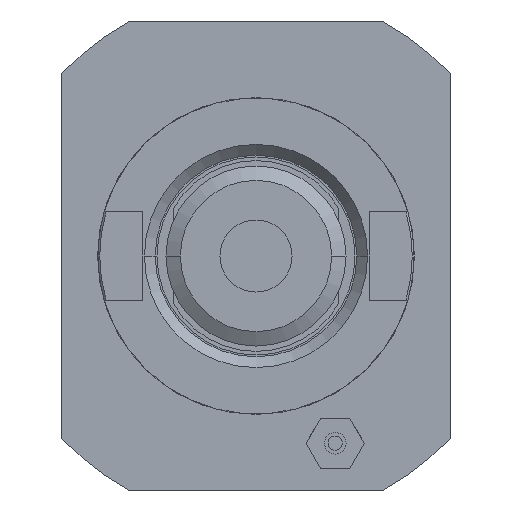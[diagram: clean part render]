
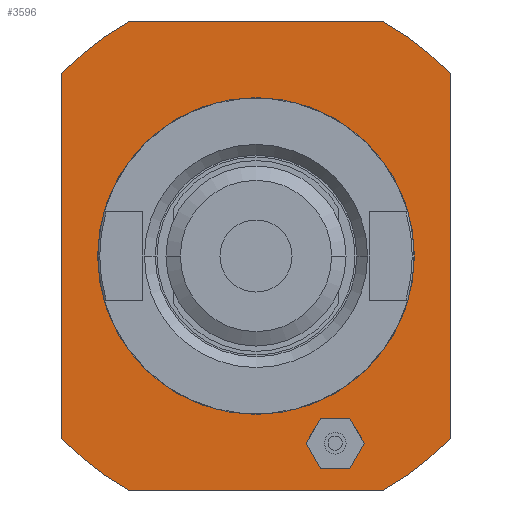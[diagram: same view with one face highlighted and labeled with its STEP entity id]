
A CAD part, left-side view. The second image highlights one B-rep face of the part: STEP entity #3596.
In plain terms, the highlighted planar face has unit normal (-1, 0, 0).
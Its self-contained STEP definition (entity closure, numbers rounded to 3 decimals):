
#1=CARTESIAN_POINT('',(-25.,0.,0.));
#2=DIRECTION('',(-1.,0.,0.));
#3=DIRECTION('',(0.,0.478,0.878));
#4=AXIS2_PLACEMENT_3D('',#1,#2,#3);
#424=CARTESIAN_POINT('',(-25.,0.,0.));
#425=DIRECTION('',(-1.,0.,0.));
#426=DIRECTION('',(0.,0.73,-0.684));
#427=AXIS2_PLACEMENT_3D('',#424,#425,#426);
#487=DIRECTION('',(0.,-1.,0.));
#488=VECTOR('',#487,70.739);
#489=CARTESIAN_POINT('',(-25.,35.369,65.));
#490=LINE('',#489,#488);
#491=DIRECTION('',(0.,0.,-1.));
#492=VECTOR('',#491,101.193);
#493=CARTESIAN_POINT('',(-25.,-54.,50.596));
#494=LINE('',#493,#492);
#495=DIRECTION('',(0.,1.,0.));
#496=VECTOR('',#495,70.739);
#497=CARTESIAN_POINT('',(-25.,-35.369,-65.));
#498=LINE('',#497,#496);
#499=DIRECTION('',(0.,0.,1.));
#500=VECTOR('',#499,101.193);
#501=CARTESIAN_POINT('',(-25.,54.,-50.596));
#502=LINE('',#501,#500);
#503=CARTESIAN_POINT('',(-25.,0.,0.));
#504=DIRECTION('',(-1.,0.,0.));
#505=DIRECTION('',(0.,0.,1.));
#506=AXIS2_PLACEMENT_3D('',#503,#504,#505);
#508=CARTESIAN_POINT('',(-25.,0.,0.));
#509=DIRECTION('',(1.,0.,0.));
#510=DIRECTION('',(0.,0.,1.));
#511=AXIS2_PLACEMENT_3D('',#508,#509,#510);
#513=CARTESIAN_POINT('',(-25.,-22.,-52.));
#514=DIRECTION('',(-1.,0.,0.));
#515=DIRECTION('',(0.,1.,0.));
#516=AXIS2_PLACEMENT_3D('',#513,#514,#515);
#518=CARTESIAN_POINT('',(-25.,-22.,-52.));
#519=DIRECTION('',(-1.,0.,0.));
#520=DIRECTION('',(0.,-1.,0.));
#521=AXIS2_PLACEMENT_3D('',#518,#519,#520);
#523=CARTESIAN_POINT('',(-25.,0.,0.));
#524=DIRECTION('',(1.,0.,0.));
#525=DIRECTION('',(0.,-0.478,0.878));
#526=AXIS2_PLACEMENT_3D('',#523,#524,#525);
#586=CARTESIAN_POINT('',(-25.,0.,0.));
#587=DIRECTION('',(1.,0.,0.));
#588=DIRECTION('',(0.,-0.73,-0.684));
#589=AXIS2_PLACEMENT_3D('',#586,#587,#588);
#2418=CARTESIAN_POINT('',(-25.,0.,44.));
#2420=VERTEX_POINT('',#2418);
#2426=CARTESIAN_POINT('',(-25.,0.,-44.));
#2428=VERTEX_POINT('',#2426);
#2434=CARTESIAN_POINT('',(-25.,35.369,65.));
#2436=VERTEX_POINT('',#2434);
#2438=CARTESIAN_POINT('',(-25.,35.369,-65.));
#2440=VERTEX_POINT('',#2438);
#2442=CARTESIAN_POINT('',(-25.,54.,50.596));
#2444=VERTEX_POINT('',#2442);
#2446=CARTESIAN_POINT('',(-25.,54.,-50.596));
#2448=VERTEX_POINT('',#2446);
#2451=CARTESIAN_POINT('',(-25.,-35.369,65.));
#2452=VERTEX_POINT('',#2451);
#2453=CARTESIAN_POINT('',(-25.,-54.,50.596));
#2454=CARTESIAN_POINT('',(-25.,-54.,-50.596));
#2455=VERTEX_POINT('',#2453);
#2456=VERTEX_POINT('',#2454);
#2457=CARTESIAN_POINT('',(-25.,-35.369,-65.));
#2458=VERTEX_POINT('',#2457);
#2936=CARTESIAN_POINT('',(-25.,-15.,-52.));
#2937=CARTESIAN_POINT('',(-25.,-29.,-52.));
#2938=VERTEX_POINT('',#2936);
#2939=VERTEX_POINT('',#2937);
#3566=CARTESIAN_POINT('',(-25.,0.,0.));
#3567=DIRECTION('',(-1.,0.,0.));
#3568=DIRECTION('',(0.,0.,-1.));
#3569=AXIS2_PLACEMENT_3D('',#3566,#3567,#3568);
#3570=PLANE('',#3569);
#3571=ORIENTED_EDGE('',*,*,#3145,.T.);
#3573=ORIENTED_EDGE('',*,*,#3572,.T.);
#3575=ORIENTED_EDGE('',*,*,#3574,.T.);
#3577=ORIENTED_EDGE('',*,*,#3576,.T.);
#3578=ORIENTED_EDGE('',*,*,#3378,.T.);
#3579=ORIENTED_EDGE('',*,*,#3458,.F.);
#3580=ORIENTED_EDGE('',*,*,#3477,.T.);
#3581=ORIENTED_EDGE('',*,*,#3126,.F.);
#3582=EDGE_LOOP('',(#3571,#3573,#3575,#3577,#3578,#3579,#3580,#3581));
#3583=FACE_OUTER_BOUND('',#3582,.F.);
#3585=ORIENTED_EDGE('',*,*,#3584,.T.);
#3587=ORIENTED_EDGE('',*,*,#3586,.F.);
#3588=EDGE_LOOP('',(#3585,#3587));
#3589=FACE_BOUND('',#3588,.F.);
#3591=ORIENTED_EDGE('',*,*,#3590,.T.);
#3593=ORIENTED_EDGE('',*,*,#3592,.T.);
#3594=EDGE_LOOP('',(#3591,#3593));
#3595=FACE_BOUND('',#3594,.F.);
#3596=ADVANCED_FACE('',(#3583,#3589,#3595),#3570,.T.);
#5=CIRCLE('',#4,74.);
#428=CIRCLE('',#427,74.);
#507=CIRCLE('',#506,44.);
#512=CIRCLE('',#511,44.);
#517=CIRCLE('',#516,7.);
#522=CIRCLE('',#521,7.);
#527=CIRCLE('',#526,74.);
#590=CIRCLE('',#589,74.);
#3126=EDGE_CURVE('',#2436,#2444,#5,.T.);
#3145=EDGE_CURVE('',#2436,#2452,#490,.T.);
#3378=EDGE_CURVE('',#2458,#2440,#498,.T.);
#3458=EDGE_CURVE('',#2448,#2440,#428,.T.);
#3477=EDGE_CURVE('',#2448,#2444,#502,.T.);
#3572=EDGE_CURVE('',#2452,#2455,#527,.T.);
#3574=EDGE_CURVE('',#2455,#2456,#494,.T.);
#3576=EDGE_CURVE('',#2456,#2458,#590,.T.);
#3584=EDGE_CURVE('',#2420,#2428,#507,.T.);
#3586=EDGE_CURVE('',#2420,#2428,#512,.T.);
#3590=EDGE_CURVE('',#2938,#2939,#517,.T.);
#3592=EDGE_CURVE('',#2939,#2938,#522,.T.);
